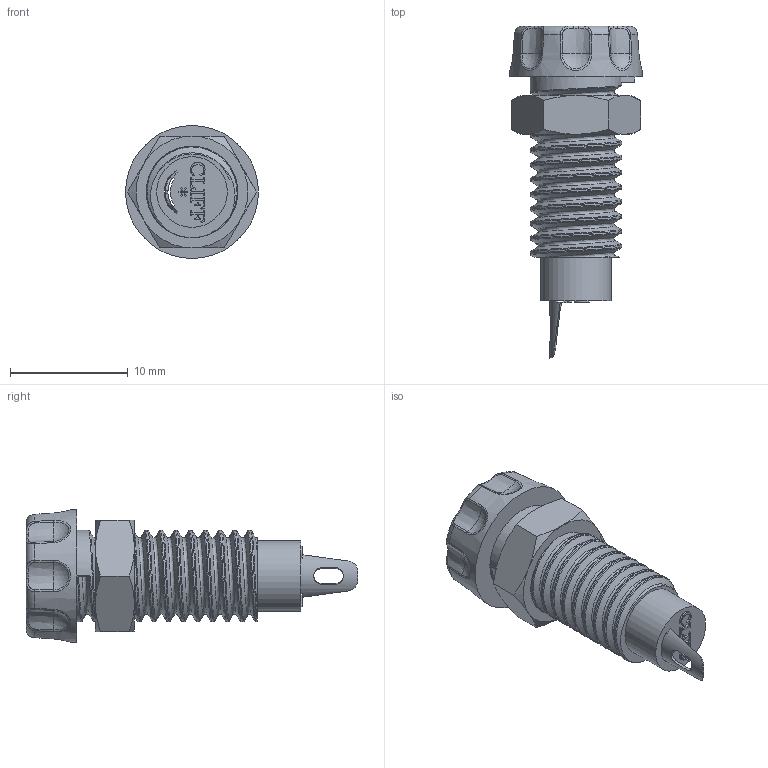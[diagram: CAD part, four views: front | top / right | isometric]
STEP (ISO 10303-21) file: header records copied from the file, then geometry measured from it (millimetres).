
FILE_DESCRIPTION(/* description */ (''),/* implementation_level */ '2;1');
FILE_NAME(/* name */ 'CL1454 yellow S14.stp',/* time_stamp */ '2023-01-09T14:36:26+00:00',/* author */ ('TOttley'),/* organization */ (''),/* preprocessor_version */ 'ST-DEVELOPER v18.1',/* originating_system */ 'Autodesk Inventor 2022',/* authorisation */ '');
FILE_SCHEMA (('AUTOMOTIVE_DESIGN { 1 0 10303 214 3 1 1 }'));
Length unit declared in the file: millimetre
Products named in the file (1): Part44
Bounding box: 11.3 x 28.2 x 11.3 mm (x, y, z)
Volume: 851.8 mm3; surface area: 1895.6 mm2
Topology: 1 solids, 1 shells, 322 faces, 879 edges, 559 vertices
Faces by surface type: plane 143, bspline 91, cylinder 36, cone 23, torus 21, sphere 8
Full cylindrical faces by diameter (mm): 6 x1, 7.76 x9
Entity records: 17596 total; most frequent: CARTESIAN_POINT 9743, ORIENTED_EDGE 1758, DIRECTION 1254, EDGE_CURVE 879, VERTEX_POINT 559, LINE 422, VECTOR 422, AXIS2_PLACEMENT_3D 416
